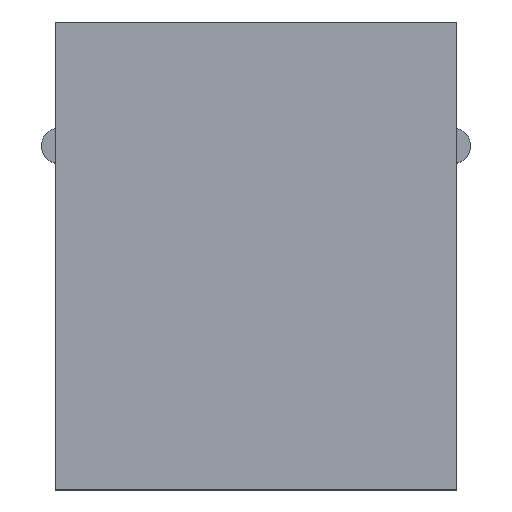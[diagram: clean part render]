
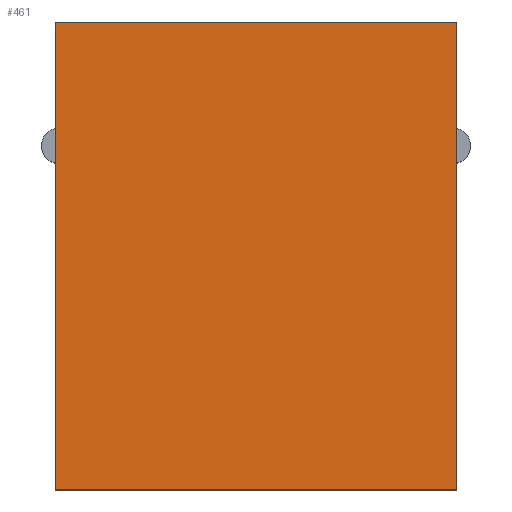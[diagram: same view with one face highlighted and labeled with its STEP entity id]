
A CAD part, top view. The second image highlights one B-rep face of the part: STEP entity #461.
In plain terms, the highlighted planar face has unit normal (0, 0, 1).
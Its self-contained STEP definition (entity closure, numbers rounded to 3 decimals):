
#147 = VERTEX_POINT('',#148);
#148 = CARTESIAN_POINT('',(-13.615,-1.61,13.35));
#155 = PLANE('',#156);
#156 = AXIS2_PLACEMENT_3D('',#157,#158,#159);
#157 = CARTESIAN_POINT('',(-13.615,-1.61,0.));
#158 = DIRECTION('',(0.,1.,0.));
#159 = DIRECTION('',(1.,0.,0.));
#167 = PLANE('',#168);
#168 = AXIS2_PLACEMENT_3D('',#169,#170,#171);
#169 = CARTESIAN_POINT('',(-13.615,16.79,0.));
#170 = DIRECTION('',(1.,0.,-0.));
#171 = DIRECTION('',(0.,-1.,0.));
#179 = EDGE_CURVE('',#147,#180,#182,.T.);
#180 = VERTEX_POINT('',#181);
#181 = CARTESIAN_POINT('',(2.185,-1.61,13.35));
#182 = SURFACE_CURVE('',#183,(#187,#194),.PCURVE_S1.);
#183 = LINE('',#184,#185);
#184 = CARTESIAN_POINT('',(-13.615,-1.61,13.35));
#185 = VECTOR('',#186,1.);
#186 = DIRECTION('',(1.,0.,0.));
#187 = PCURVE('',#155,#188);
#188 = DEFINITIONAL_REPRESENTATION('',(#189),#193);
#189 = LINE('',#190,#191);
#190 = CARTESIAN_POINT('',(0.,-13.35));
#191 = VECTOR('',#192,1.);
#192 = DIRECTION('',(1.,0.));
#193 = ( GEOMETRIC_REPRESENTATION_CONTEXT(2) 
PARAMETRIC_REPRESENTATION_CONTEXT() REPRESENTATION_CONTEXT('2D SPACE',''
  ) );
#194 = PCURVE('',#195,#200);
#195 = PLANE('',#196);
#196 = AXIS2_PLACEMENT_3D('',#197,#198,#199);
#197 = CARTESIAN_POINT('',(-5.715,7.59,13.35));
#198 = DIRECTION('',(0.,0.,1.));
#199 = DIRECTION('',(1.,0.,0.));
#200 = DEFINITIONAL_REPRESENTATION('',(#201),#205);
#201 = LINE('',#202,#203);
#202 = CARTESIAN_POINT('',(-7.9,-9.2));
#203 = VECTOR('',#204,1.);
#204 = DIRECTION('',(1.,0.));
#205 = ( GEOMETRIC_REPRESENTATION_CONTEXT(2) 
PARAMETRIC_REPRESENTATION_CONTEXT() REPRESENTATION_CONTEXT('2D SPACE',''
  ) );
#223 = PLANE('',#224);
#224 = AXIS2_PLACEMENT_3D('',#225,#226,#227);
#225 = CARTESIAN_POINT('',(2.185,-1.61,0.));
#226 = DIRECTION('',(-1.,0.,0.));
#227 = DIRECTION('',(0.,1.,0.));
#265 = EDGE_CURVE('',#180,#266,#268,.T.);
#266 = VERTEX_POINT('',#267);
#267 = CARTESIAN_POINT('',(2.185,16.79,13.35));
#268 = SURFACE_CURVE('',#269,(#273,#280),.PCURVE_S1.);
#269 = LINE('',#270,#271);
#270 = CARTESIAN_POINT('',(2.185,-1.61,13.35));
#271 = VECTOR('',#272,1.);
#272 = DIRECTION('',(0.,1.,0.));
#273 = PCURVE('',#223,#274);
#274 = DEFINITIONAL_REPRESENTATION('',(#275),#279);
#275 = LINE('',#276,#277);
#276 = CARTESIAN_POINT('',(0.,-13.35));
#277 = VECTOR('',#278,1.);
#278 = DIRECTION('',(1.,0.));
#279 = ( GEOMETRIC_REPRESENTATION_CONTEXT(2) 
PARAMETRIC_REPRESENTATION_CONTEXT() REPRESENTATION_CONTEXT('2D SPACE',''
  ) );
#280 = PCURVE('',#195,#281);
#281 = DEFINITIONAL_REPRESENTATION('',(#282),#286);
#282 = LINE('',#283,#284);
#283 = CARTESIAN_POINT('',(7.9,-9.2));
#284 = VECTOR('',#285,1.);
#285 = DIRECTION('',(0.,1.));
#286 = ( GEOMETRIC_REPRESENTATION_CONTEXT(2) 
PARAMETRIC_REPRESENTATION_CONTEXT() REPRESENTATION_CONTEXT('2D SPACE',''
  ) );
#304 = PLANE('',#305);
#305 = AXIS2_PLACEMENT_3D('',#306,#307,#308);
#306 = CARTESIAN_POINT('',(2.185,16.79,0.));
#307 = DIRECTION('',(0.,-1.,0.));
#308 = DIRECTION('',(-1.,0.,0.));
#341 = EDGE_CURVE('',#266,#342,#344,.T.);
#342 = VERTEX_POINT('',#343);
#343 = CARTESIAN_POINT('',(-13.615,16.79,13.35));
#344 = SURFACE_CURVE('',#345,(#349,#356),.PCURVE_S1.);
#345 = LINE('',#346,#347);
#346 = CARTESIAN_POINT('',(2.185,16.79,13.35));
#347 = VECTOR('',#348,1.);
#348 = DIRECTION('',(-1.,0.,0.));
#349 = PCURVE('',#304,#350);
#350 = DEFINITIONAL_REPRESENTATION('',(#351),#355);
#351 = LINE('',#352,#353);
#352 = CARTESIAN_POINT('',(0.,-13.35));
#353 = VECTOR('',#354,1.);
#354 = DIRECTION('',(1.,0.));
#355 = ( GEOMETRIC_REPRESENTATION_CONTEXT(2) 
PARAMETRIC_REPRESENTATION_CONTEXT() REPRESENTATION_CONTEXT('2D SPACE',''
  ) );
#356 = PCURVE('',#195,#357);
#357 = DEFINITIONAL_REPRESENTATION('',(#358),#362);
#358 = LINE('',#359,#360);
#359 = CARTESIAN_POINT('',(7.9,9.2));
#360 = VECTOR('',#361,1.);
#361 = DIRECTION('',(-1.,0.));
#362 = ( GEOMETRIC_REPRESENTATION_CONTEXT(2) 
PARAMETRIC_REPRESENTATION_CONTEXT() REPRESENTATION_CONTEXT('2D SPACE',''
  ) );
#412 = EDGE_CURVE('',#342,#147,#413,.T.);
#413 = SURFACE_CURVE('',#414,(#418,#425),.PCURVE_S1.);
#414 = LINE('',#415,#416);
#415 = CARTESIAN_POINT('',(-13.615,16.79,13.35));
#416 = VECTOR('',#417,1.);
#417 = DIRECTION('',(0.,-1.,0.));
#418 = PCURVE('',#167,#419);
#419 = DEFINITIONAL_REPRESENTATION('',(#420),#424);
#420 = LINE('',#421,#422);
#421 = CARTESIAN_POINT('',(0.,-13.35));
#422 = VECTOR('',#423,1.);
#423 = DIRECTION('',(1.,0.));
#424 = ( GEOMETRIC_REPRESENTATION_CONTEXT(2) 
PARAMETRIC_REPRESENTATION_CONTEXT() REPRESENTATION_CONTEXT('2D SPACE',''
  ) );
#425 = PCURVE('',#195,#426);
#426 = DEFINITIONAL_REPRESENTATION('',(#427),#431);
#427 = LINE('',#428,#429);
#428 = CARTESIAN_POINT('',(-7.9,9.2));
#429 = VECTOR('',#430,1.);
#430 = DIRECTION('',(0.,-1.));
#431 = ( GEOMETRIC_REPRESENTATION_CONTEXT(2) 
PARAMETRIC_REPRESENTATION_CONTEXT() REPRESENTATION_CONTEXT('2D SPACE',''
  ) );
#461 = ADVANCED_FACE('',(#462),#195,.T.);
#462 = FACE_BOUND('',#463,.T.);
#463 = EDGE_LOOP('',(#464,#465,#466,#467));
#464 = ORIENTED_EDGE('',*,*,#179,.T.);
#465 = ORIENTED_EDGE('',*,*,#265,.T.);
#466 = ORIENTED_EDGE('',*,*,#341,.T.);
#467 = ORIENTED_EDGE('',*,*,#412,.T.);
